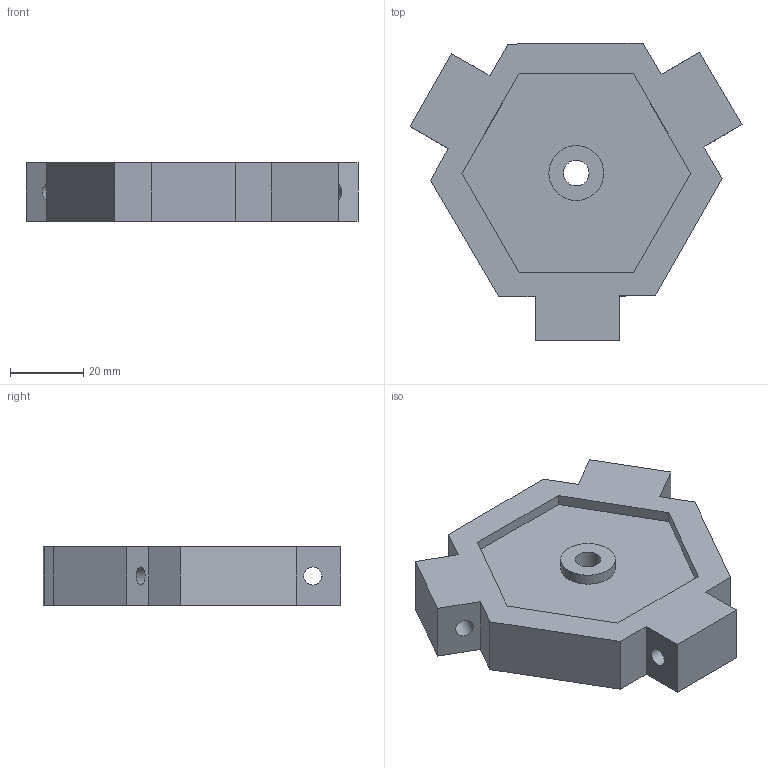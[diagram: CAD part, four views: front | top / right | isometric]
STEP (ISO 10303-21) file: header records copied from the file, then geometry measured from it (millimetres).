
FILE_DESCRIPTION(/* description */ (''),/* implementation_level */ '2;1');
FILE_NAME(/* name */ 'Hexagono superior con rodamiento v12.step',/* time_stamp */ '2023-06-26T18:10:55-05:00',/* author */ (''),/* organization */ (''),/* preprocessor_version */ 'ST-DEVELOPER v19.2',/* originating_system */ 'Autodesk Translation Framework v12.6.0.85',/* authorisation */ '');
FILE_SCHEMA (('AUTOMOTIVE_DESIGN { 1 0 10303 214 3 1 1 }'));
Length unit declared in the file: millimetre
Products named in the file (1): Hexagono superior
Bounding box: 90.83 x 81.39 x 16 mm (x, y, z)
Volume: 59599 mm3; surface area: 22700.6 mm2
Topology: 1 solids, 2 shells, 51 faces, 129 edges, 86 vertices
Faces by surface type: plane 44, cylinder 7
Full cylindrical faces by diameter (mm): 5 x3, 7 x1, 8 x1, 13.4 x1, 15 x1
Entity records: 1568 total; most frequent: CARTESIAN_POINT 267, ORIENTED_EDGE 258, DIRECTION 247, EDGE_CURVE 129, LINE 115, VECTOR 115, VERTEX_POINT 86, AXIS2_PLACEMENT_3D 66
